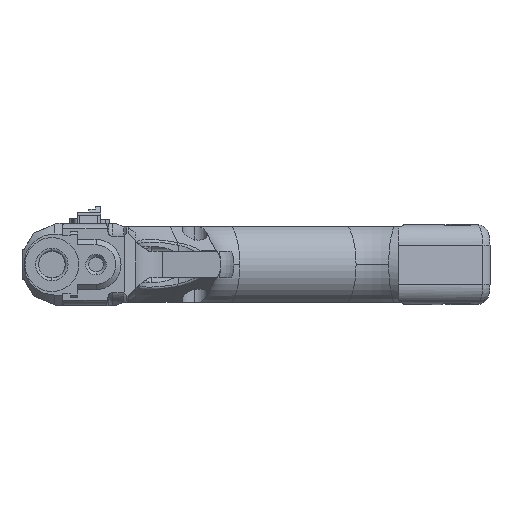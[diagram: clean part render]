
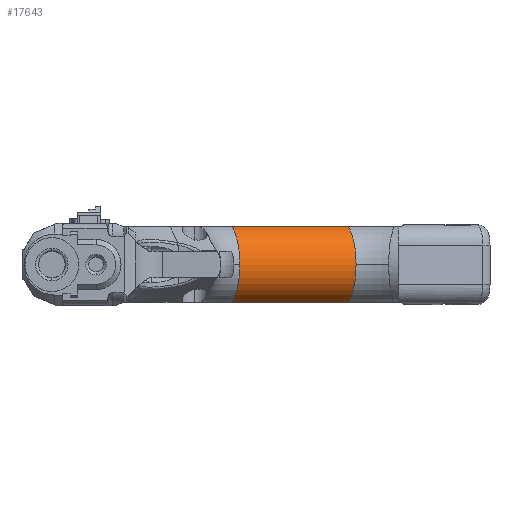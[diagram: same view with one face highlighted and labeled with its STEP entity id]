
A CAD part, left-side view. The second image highlights one B-rep face of the part: STEP entity #17643.
In plain terms, the highlighted cylindrical face has radius 13.826 mm (diameter 27.651 mm), a partial arc.
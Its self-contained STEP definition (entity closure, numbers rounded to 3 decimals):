
#923 = DIRECTION ( 'NONE',  ( -0.951, -0.309, 0. ) ) ;
#1016 = DIRECTION ( 'NONE',  ( 0.309, -0.951, 0. ) ) ;
#1105 = DIRECTION ( 'NONE',  ( 0.309, -0.951, 0. ) ) ;
#1175 = VERTEX_POINT ( 'NONE', #2456 ) ;
#1932 = EDGE_CURVE ( 'NONE', #17217, #12961, #12175, .T. ) ;
#2028 = VERTEX_POINT ( 'NONE', #8323 ) ;
#2141 = DIRECTION ( 'NONE',  ( 0.309, -0.951, 0. ) ) ;
#2456 = CARTESIAN_POINT ( 'NONE',  ( -17.546, 54., 0. ) ) ;
#2518 = CARTESIAN_POINT ( 'NONE',  ( -4.397, 58.272, 0. ) ) ;
#3002 = DIRECTION ( 'NONE',  ( -0.951, -0.309, 0. ) ) ;
#3406 = AXIS2_PLACEMENT_3D ( 'NONE', #16171, #10771, #7840 ) ;
#3522 = CARTESIAN_POINT ( 'NONE',  ( -9.367, 56.658, 12.8 ) ) ;
#3640 = AXIS2_PLACEMENT_3D ( 'NONE', #2518, #8089, #6982 ) ;
#3784 = VECTOR ( 'NONE', #15853, 1000. ) ;
#4264 = ORIENTED_EDGE ( 'NONE', *, *, #1932, .F. ) ;
#4610 = ORIENTED_EDGE ( 'NONE', *, *, #8640, .F. ) ;
#4712 = EDGE_CURVE ( 'NONE', #5408, #2028, #8550, .T. ) ;
#4766 = AXIS2_PLACEMENT_3D ( 'NONE', #6944, #7216, #3002 ) ;
#4876 = LINE ( 'NONE', #10276, #3784 ) ;
#5127 = CARTESIAN_POINT ( 'NONE',  ( -9.367, 56.658, 12.8 ) ) ;
#5408 = VERTEX_POINT ( 'NONE', #14958 ) ;
#5456 = CARTESIAN_POINT ( 'NONE',  ( 3.468, 17.158, 12.8 ) ) ;
#6122 = AXIS2_PLACEMENT_3D ( 'NONE', #14666, #2141, #13301 ) ;
#6211 = ORIENTED_EDGE ( 'NONE', *, *, #12530, .T. ) ;
#6569 = CIRCLE ( 'NONE', #3640, 13.826 ) ;
#6944 = CARTESIAN_POINT ( 'NONE',  ( -4.397, 58.272, 0. ) ) ;
#6982 = DIRECTION ( 'NONE',  ( -0.951, -0.309, 0. ) ) ;
#7216 = DIRECTION ( 'NONE',  ( 0.309, -0.951, 0. ) ) ;
#7840 = DIRECTION ( 'NONE',  ( 0.951, 0.309, 0. ) ) ;
#8089 = DIRECTION ( 'NONE',  ( 0.309, -0.951, 0. ) ) ;
#8323 = CARTESIAN_POINT ( 'NONE',  ( 3.468, 17.158, -12.8 ) ) ;
#8437 = EDGE_CURVE ( 'NONE', #15271, #2028, #4876, .T. ) ;
#8550 = CIRCLE ( 'NONE', #15858, 13.826 ) ;
#8640 = EDGE_CURVE ( 'NONE', #12961, #5408, #11387, .T. ) ;
#8936 = ORIENTED_EDGE ( 'NONE', *, *, #4712, .F. ) ;
#10276 = CARTESIAN_POINT ( 'NONE',  ( -9.367, 56.658, -12.8 ) ) ;
#10771 = DIRECTION ( 'NONE',  ( 0.309, -0.951, 0. ) ) ;
#11387 = CIRCLE ( 'NONE', #6122, 13.826 ) ;
#11591 = ORIENTED_EDGE ( 'NONE', *, *, #8437, .T. ) ;
#11871 = FACE_OUTER_BOUND ( 'NONE', #17955, .T. ) ;
#12175 = LINE ( 'NONE', #5127, #16353 ) ;
#12530 = EDGE_CURVE ( 'NONE', #17217, #1175, #12656, .T. ) ;
#12656 = CIRCLE ( 'NONE', #4766, 13.826 ) ;
#12961 = VERTEX_POINT ( 'NONE', #5456 ) ;
#13152 = CYLINDRICAL_SURFACE ( 'NONE', #3406, 13.826 ) ;
#13301 = DIRECTION ( 'NONE',  ( -0.951, -0.309, 0. ) ) ;
#13368 = ORIENTED_EDGE ( 'NONE', *, *, #16215, .T. ) ;
#13640 = CARTESIAN_POINT ( 'NONE',  ( 8.438, 18.772, 0. ) ) ;
#14666 = CARTESIAN_POINT ( 'NONE',  ( 8.438, 18.772, 0. ) ) ;
#14958 = CARTESIAN_POINT ( 'NONE',  ( -4.711, 14.5, 0. ) ) ;
#15271 = VERTEX_POINT ( 'NONE', #16526 ) ;
#15853 = DIRECTION ( 'NONE',  ( 0.309, -0.951, 0. ) ) ;
#15858 = AXIS2_PLACEMENT_3D ( 'NONE', #13640, #1016, #923 ) ;
#16171 = CARTESIAN_POINT ( 'NONE',  ( -4.397, 58.272, 0. ) ) ;
#16215 = EDGE_CURVE ( 'NONE', #1175, #15271, #6569, .T. ) ;
#16353 = VECTOR ( 'NONE', #1105, 1000. ) ;
#16526 = CARTESIAN_POINT ( 'NONE',  ( -9.367, 56.658, -12.8 ) ) ;
#17217 = VERTEX_POINT ( 'NONE', #3522 ) ;
#17643 = ADVANCED_FACE ( 'NONE', ( #11871 ), #13152, .T. ) ;
#17955 = EDGE_LOOP ( 'NONE', ( #6211, #13368, #11591, #8936, #4610, #4264 ) ) ;
